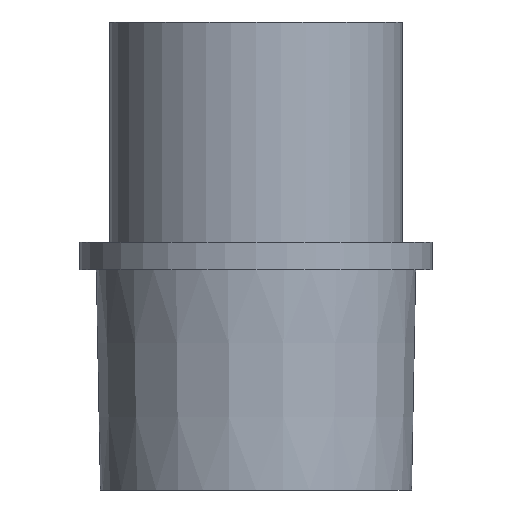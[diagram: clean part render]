
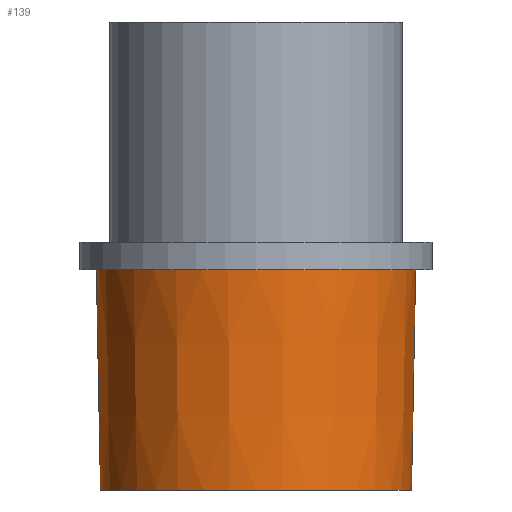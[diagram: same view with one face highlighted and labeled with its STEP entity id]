
A CAD part, front view. The second image highlights one B-rep face of the part: STEP entity #139.
In plain terms, the highlighted conical face has half-angle 1.074 degrees and reference radius 29 mm.
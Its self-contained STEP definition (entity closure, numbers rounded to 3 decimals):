
#16=CONICAL_SURFACE('',#173,29.,0.019);
#36=FACE_OUTER_BOUND('',#51,.T.);
#51=EDGE_LOOP('',(#123,#124,#125,#126));
#56=LINE('',#256,#61);
#61=VECTOR('',#220,29.);
#68=CIRCLE('',#165,29.);
#71=CIRCLE('',#172,28.25);
#78=VERTEX_POINT('',#241);
#81=VERTEX_POINT('',#253);
#90=EDGE_CURVE('',#78,#78,#68,.T.);
#95=EDGE_CURVE('',#81,#81,#71,.T.);
#96=EDGE_CURVE('',#81,#78,#56,.T.);
#123=ORIENTED_EDGE('',*,*,#95,.T.);
#124=ORIENTED_EDGE('',*,*,#96,.T.);
#125=ORIENTED_EDGE('',*,*,#90,.T.);
#126=ORIENTED_EDGE('',*,*,#96,.F.);
#139=ADVANCED_FACE('',(#36),#16,.T.);
#165=AXIS2_PLACEMENT_3D('',#242,#200,#201);
#172=AXIS2_PLACEMENT_3D('',#254,#216,#217);
#173=AXIS2_PLACEMENT_3D('',#255,#218,#219);
#200=DIRECTION('center_axis',(0.,0.,-1.));
#201=DIRECTION('ref_axis',(1.,0.,0.));
#216=DIRECTION('center_axis',(0.,0.,1.));
#217=DIRECTION('ref_axis',(1.,0.,0.));
#218=DIRECTION('center_axis',(0.,0.,1.));
#219=DIRECTION('ref_axis',(1.,0.,0.));
#220=DIRECTION('',(-0.019,0.,1.));
#241=CARTESIAN_POINT('',(-29.,0.,40.));
#242=CARTESIAN_POINT('Origin',(0.,0.,40.));
#253=CARTESIAN_POINT('',(-28.25,0.,0.));
#254=CARTESIAN_POINT('Origin',(0.,0.,0.));
#255=CARTESIAN_POINT('Origin',(0.,0.,40.));
#256=CARTESIAN_POINT('',(-29.,0.,40.));
